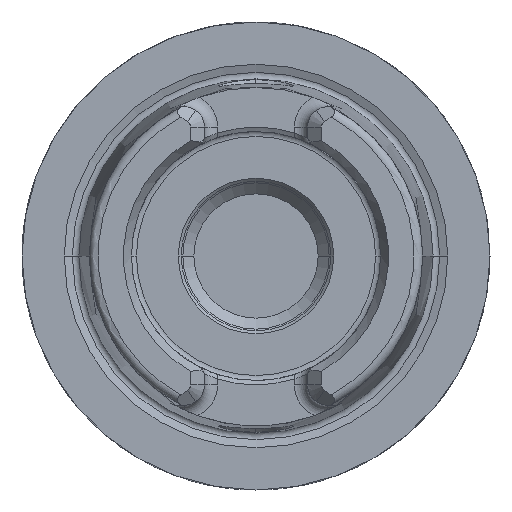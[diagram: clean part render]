
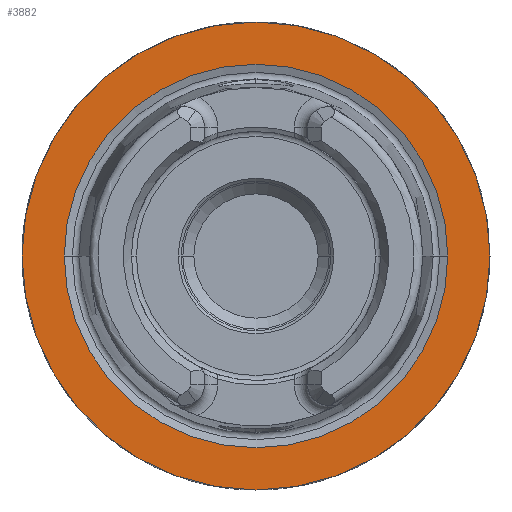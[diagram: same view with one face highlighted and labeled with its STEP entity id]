
A CAD part, left-side view. The second image highlights one B-rep face of the part: STEP entity #3882.
In plain terms, the highlighted planar face has unit normal (-1, 0, 0).
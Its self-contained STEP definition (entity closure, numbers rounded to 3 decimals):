
#652=CARTESIAN_POINT('',(0.,0.,0.));
#653=DIRECTION('',(1.,0.,0.));
#654=DIRECTION('',(0.,1.,0.));
#655=AXIS2_PLACEMENT_3D('',#652,#653,#654);
#657=CARTESIAN_POINT('',(0.,0.,0.));
#658=DIRECTION('',(-1.,0.,0.));
#659=DIRECTION('',(0.,1.,0.));
#660=AXIS2_PLACEMENT_3D('',#657,#658,#659);
#662=CARTESIAN_POINT('',(0.,0.,0.));
#663=DIRECTION('',(-1.,0.,0.));
#664=DIRECTION('',(0.,-1.,0.));
#665=AXIS2_PLACEMENT_3D('',#662,#663,#664);
#667=CARTESIAN_POINT('',(0.,0.,0.));
#668=DIRECTION('',(-1.,0.,0.));
#669=DIRECTION('',(0.,1.,0.));
#670=AXIS2_PLACEMENT_3D('',#667,#668,#669);
#2711=CARTESIAN_POINT('',(0.,-13.114,0.));
#2712=VERTEX_POINT('',#2711);
#2713=CARTESIAN_POINT('',(0.,13.114,0.));
#2714=VERTEX_POINT('',#2713);
#3060=CARTESIAN_POINT('',(0.,16.,0.));
#3061=CARTESIAN_POINT('',(0.,-16.,0.));
#3062=VERTEX_POINT('',#3060);
#3063=VERTEX_POINT('',#3061);
#3867=CARTESIAN_POINT('',(0.,0.,0.));
#3868=DIRECTION('',(1.,0.,0.));
#3869=DIRECTION('',(0.,-1.,0.));
#3870=AXIS2_PLACEMENT_3D('',#3867,#3868,#3869);
#3871=PLANE('',#3870);
#3873=ORIENTED_EDGE('',*,*,#3872,.T.);
#3875=ORIENTED_EDGE('',*,*,#3874,.F.);
#3876=EDGE_LOOP('',(#3873,#3875));
#3877=FACE_OUTER_BOUND('',#3876,.F.);
#3878=ORIENTED_EDGE('',*,*,#3862,.T.);
#3879=ORIENTED_EDGE('',*,*,#3846,.T.);
#3880=EDGE_LOOP('',(#3878,#3879));
#3881=FACE_BOUND('',#3880,.F.);
#3882=ADVANCED_FACE('',(#3877,#3881),#3871,.F.);
#656=CIRCLE('',#655,16.);
#661=CIRCLE('',#660,16.);
#666=CIRCLE('',#665,13.114);
#671=CIRCLE('',#670,13.114);
#3846=EDGE_CURVE('',#2714,#2712,#671,.T.);
#3862=EDGE_CURVE('',#2712,#2714,#666,.T.);
#3872=EDGE_CURVE('',#3062,#3063,#656,.T.);
#3874=EDGE_CURVE('',#3062,#3063,#661,.T.);
